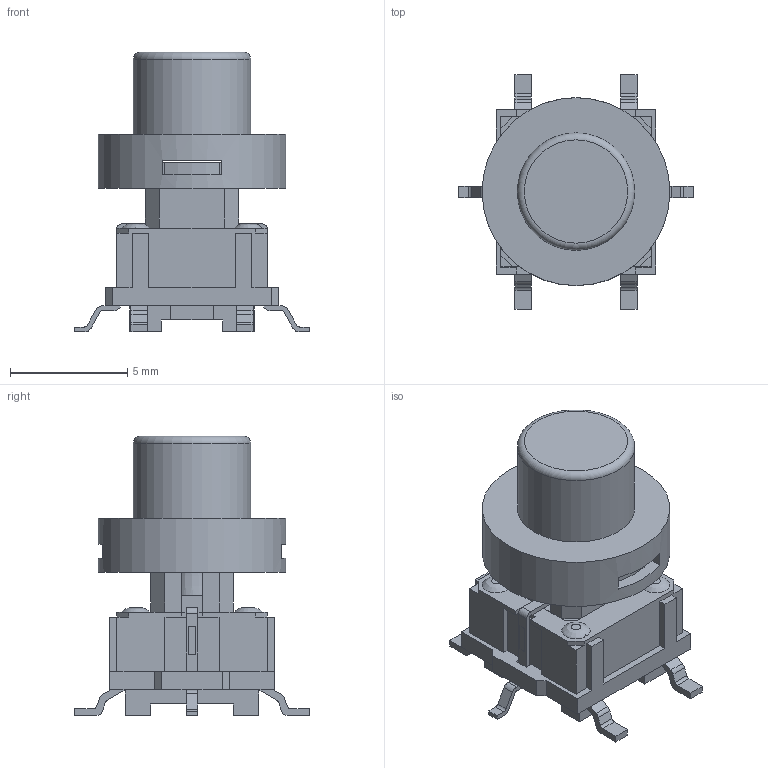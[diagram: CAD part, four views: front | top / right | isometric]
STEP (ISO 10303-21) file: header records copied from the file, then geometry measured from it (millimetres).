
FILE_DESCRIPTION((' '),'2;1');
FILE_NAME('TL3265xQSCLR.stp','2017-09-01T11:09:48',(' '),(' '),' ','ACIS',' ');
FILE_SCHEMA(('CONFIG_CONTROL_DESIGN'));
Length unit declared in the file: inch
Products named in the file (1): TL3265xQSCLR.stp
Bounding box: 10 x 10 x 11.9 mm (x, y, z)
Volume: 289.8 mm3; surface area: 773.7 mm2
Topology: 5 solids, 5 shells, 323 faces, 911 edges, 592 vertices
Faces by surface type: plane 257, cylinder 52, cone 7, bspline 5, torus 1, sphere 1
Full cylindrical faces by diameter (mm): 0.8 x4, 0.9 x4, 3 x1, 5 x2, 8 x1
Entity records: 10407 total; most frequent: CARTESIAN_POINT 1976, ORIENTED_EDGE 1756, DIRECTION 1658, EDGE_CURVE 880, VECTOR 732, LINE 732, VERTEX_POINT 580, AXIS2_PLACEMENT_3D 463
